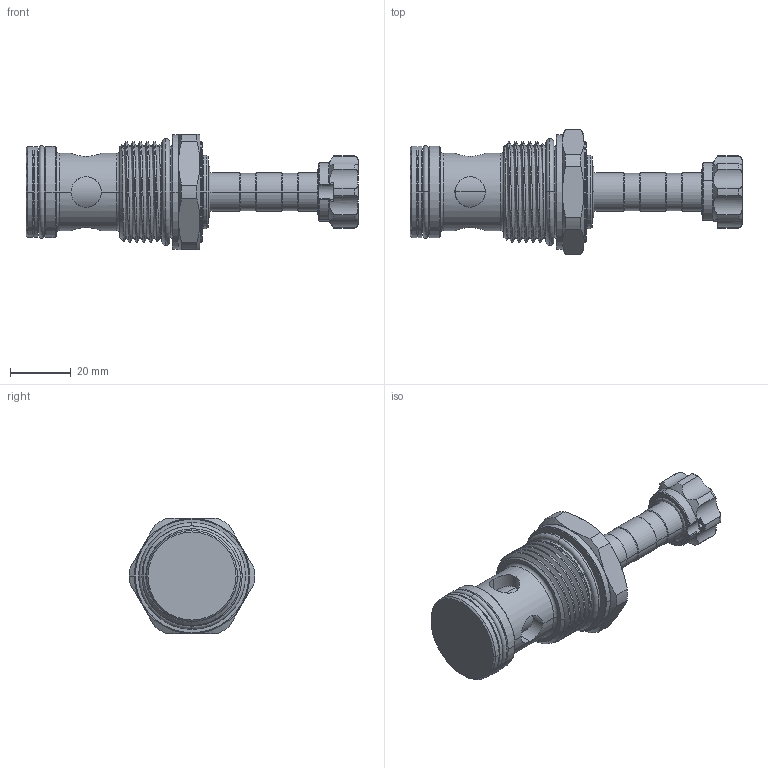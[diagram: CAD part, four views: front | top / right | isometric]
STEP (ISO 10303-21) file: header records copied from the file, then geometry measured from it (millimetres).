
FILE_DESCRIPTION (( 'STEP AP203' ), '1' );
FILE_NAME ('EP21E2A01N05.STEP', '2016-08-25T08:37:21', ( '' ), ( '' ), 'SwSTEP 2.0', 'SolidWorks 2012', '' );
FILE_SCHEMA (( 'CONFIG_CONTROL_DESIGN' ));
Length unit declared in the file: millimetre
Products named in the file (1): EP21E2A01N05
Bounding box: 109.35 x 41.5 x 38 mm (x, y, z)
Volume: 51452.8 mm3; surface area: 15155.7 mm2
Topology: 3 solids, 3 shells, 217 faces, 510 edges, 313 vertices
Faces by surface type: cylinder 102, cone 54, torus 32, plane 26, bspline 3
Entity records: 9934 total; most frequent: CARTESIAN_POINT 4931, DIRECTION 1071, ORIENTED_EDGE 1020, EDGE_CURVE 510, AXIS2_PLACEMENT_3D 462, VERTEX_POINT 313, CIRCLE 247, EDGE_LOOP 237
